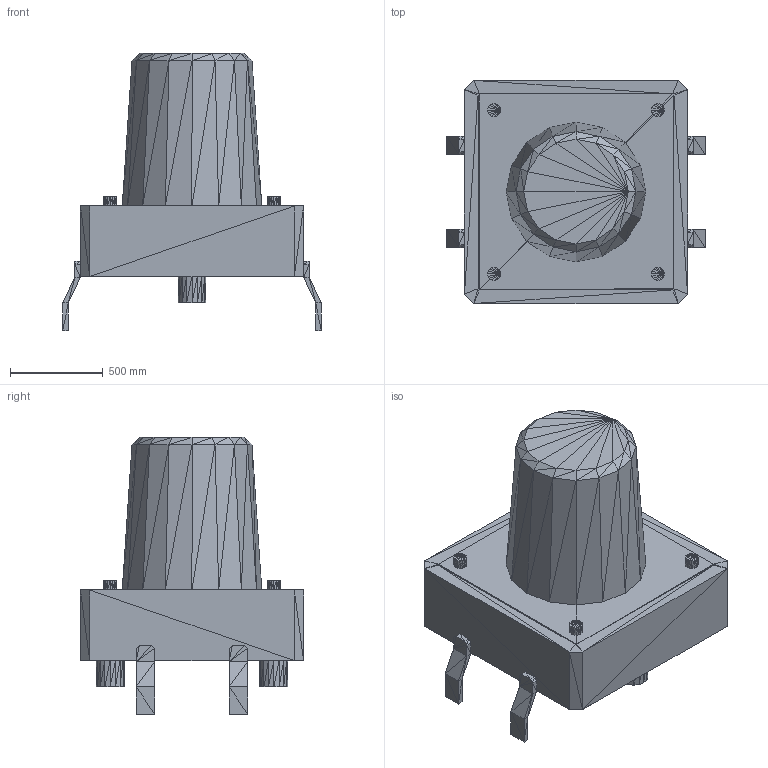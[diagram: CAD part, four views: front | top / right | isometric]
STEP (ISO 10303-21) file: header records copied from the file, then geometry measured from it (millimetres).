
FILE_DESCRIPTION(('FreeCAD Model'),'2;1');
FILE_NAME('SW_PUSH-12mm.stp','2016-11-24T06:48:08',('FreeCAD'),('FreeCAD'), 'Open CASCADE STEP processor 6.8','FreeCAD','Unknown');
FILE_SCHEMA(('AUTOMOTIVE_DESIGN_CC2 { 1 2 10303 214 -1 1 5 4 }'));
Length unit declared in the file: millimetre
Products named in the file (14): Open CASCADE STEP translator 6.8 2; Open CASCADE STEP translator 6.8 2.1; Open CASCADE STEP translator 6.8 2.1.1; Open CASCADE STEP translator 6.8 2.1.2; Open CASCADE STEP translator 6.8 2.1.3; Open CASCADE STEP translator 6.8 2.1.4; Open CASCADE STEP translator 6.8 2.1.5; Open CASCADE STEP translator 6.8 2.1.6; Open CASCADE STEP translator 6.8 2.1.7; Open CASCADE STEP translator 6.8 2.1.8; Open CASCADE STEP translator 6.8 2.1.9; Open CASCADE STEP translator 6.8 2.1.10; Open CASCADE STEP translator 6.8 2.1.11; Open CASCADE STEP translator 6.8 2.1.12
Assembly tree (13 placements, depth 3):
  Open CASCADE STEP translator 6.8 2
    Open CASCADE STEP translator 6.8 2.1
      Open CASCADE STEP translator 6.8 2.1.1
      Open CASCADE STEP translator 6.8 2.1.2
      Open CASCADE STEP translator 6.8 2.1.3
      Open CASCADE STEP translator 6.8 2.1.4
      Open CASCADE STEP translator 6.8 2.1.5
      Open CASCADE STEP translator 6.8 2.1.6
      Open CASCADE STEP translator 6.8 2.1.7
      Open CASCADE STEP translator 6.8 2.1.8
      Open CASCADE STEP translator 6.8 2.1.9
      Open CASCADE STEP translator 6.8 2.1.10
      Open CASCADE STEP translator 6.8 2.1.11
      Open CASCADE STEP translator 6.8 2.1.12
Bounding box: 1390 x 1200 x 1490 mm (x, y, z)
Surface area: 7825703.1 mm2 (no closed solid volume)
Topology: 0 solids, 12 shells, 640 faces, 960 edges, 344 vertices
Faces by surface type: plane 640
Entity records: 24322 total; most frequent: CARTESIAN_POINT 4838, DIRECTION 3228, ORIENTED_EDGE 1920, LINE 1920, VECTOR 1920, PCURVE 1920, DEFINITIONAL_REPRESENTATION 1920, EDGE_CURVE 960
